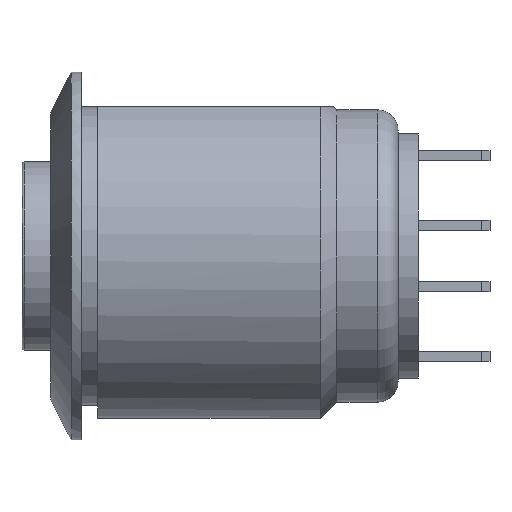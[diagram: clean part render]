
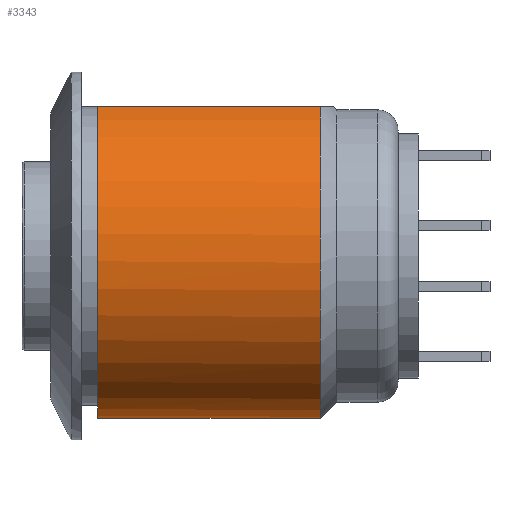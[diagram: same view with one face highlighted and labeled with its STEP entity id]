
A CAD part, front view. The second image highlights one B-rep face of the part: STEP entity #3343.
In plain terms, the highlighted cylindrical face has radius 7.95 mm (diameter 15.9 mm), a partial arc.
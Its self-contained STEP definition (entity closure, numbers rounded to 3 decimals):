
#163=CYLINDRICAL_SURFACE('',#3555,7.95);
#243=CIRCLE('',#3548,7.95);
#246=CIRCLE('',#3551,7.95);
#247=CIRCLE('',#3553,7.95);
#421=FACE_OUTER_BOUND('',#634,.T.);
#634=EDGE_LOOP('',(#2929,#2930,#2931,#2932,#2933));
#964=LINE('',#5823,#1294);
#965=LINE('',#5824,#1295);
#1294=VECTOR('',#4218,10.);
#1295=VECTOR('',#4219,10.);
#1598=VERTEX_POINT('',#5802);
#1599=VERTEX_POINT('',#5803);
#1600=VERTEX_POINT('',#5807);
#1603=VERTEX_POINT('',#5816);
#1604=VERTEX_POINT('',#5818);
#2046=EDGE_CURVE('',#1599,#1600,#243,.T.);
#2050=EDGE_CURVE('',#1600,#1598,#246,.T.);
#2053=EDGE_CURVE('',#1603,#1604,#247,.T.);
#2054=EDGE_CURVE('',#1599,#1603,#964,.T.);
#2055=EDGE_CURVE('',#1604,#1598,#965,.T.);
#2929=ORIENTED_EDGE('',*,*,#2054,.T.);
#2930=ORIENTED_EDGE('',*,*,#2053,.T.);
#2931=ORIENTED_EDGE('',*,*,#2055,.T.);
#2932=ORIENTED_EDGE('',*,*,#2050,.F.);
#2933=ORIENTED_EDGE('',*,*,#2046,.F.);
#3343=ADVANCED_FACE('',(#421),#163,.T.);
#3548=AXIS2_PLACEMENT_3D('',#5808,#4199,#4200);
#3551=AXIS2_PLACEMENT_3D('',#5814,#4206,#4207);
#3553=AXIS2_PLACEMENT_3D('',#5820,#4212,#4213);
#3555=AXIS2_PLACEMENT_3D('',#5822,#4216,#4217);
#4199=DIRECTION('center_axis',(1.,0.,0.));
#4200=DIRECTION('ref_axis',(0.,-1.,0.));
#4206=DIRECTION('center_axis',(1.,0.,0.));
#4207=DIRECTION('ref_axis',(0.,-1.,0.));
#4212=DIRECTION('center_axis',(1.,0.,0.));
#4213=DIRECTION('ref_axis',(0.,-1.,0.));
#4216=DIRECTION('center_axis',(1.,0.,0.));
#4217=DIRECTION('ref_axis',(0.,0.,-1.));
#4218=DIRECTION('',(-1.,0.,0.));
#4219=DIRECTION('',(1.,0.,0.));
#5802=CARTESIAN_POINT('',(11.7,3.148,7.3));
#5803=CARTESIAN_POINT('',(11.7,-3.148,7.3));
#5807=CARTESIAN_POINT('',(11.7,7.95,0.));
#5808=CARTESIAN_POINT('Origin',(11.7,0.,0.));
#5814=CARTESIAN_POINT('Origin',(11.7,0.,0.));
#5816=CARTESIAN_POINT('',(0.8,-3.148,7.3));
#5818=CARTESIAN_POINT('',(0.8,3.148,7.3));
#5820=CARTESIAN_POINT('Origin',(0.8,0.,0.));
#5822=CARTESIAN_POINT('Origin',(0.,0.,0.));
#5823=CARTESIAN_POINT('',(0.,-3.148,7.3));
#5824=CARTESIAN_POINT('',(0.,3.148,7.3));
